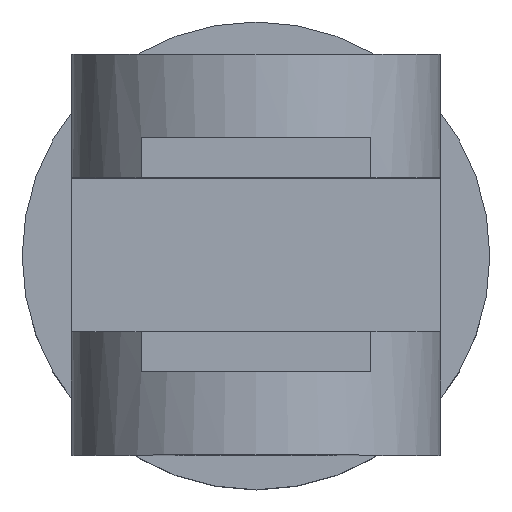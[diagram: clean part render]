
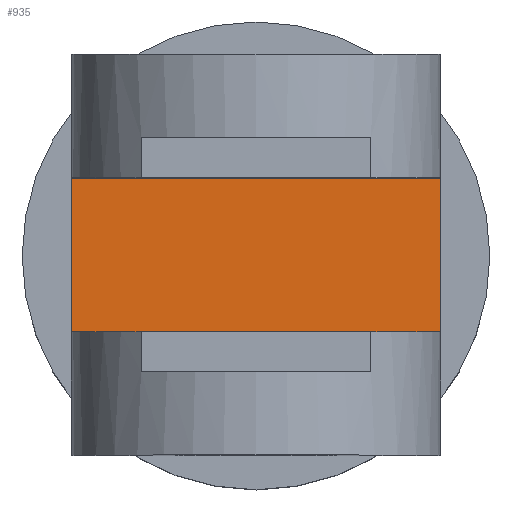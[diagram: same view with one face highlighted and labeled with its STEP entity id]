
A CAD part, top view. The second image highlights one B-rep face of the part: STEP entity #935.
In plain terms, the highlighted planar face has unit normal (0, 0, 1).
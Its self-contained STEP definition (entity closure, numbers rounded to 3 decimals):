
#43=PLANE('',#1049);
#94=FACE_OUTER_BOUND('',#149,.T.);
#149=EDGE_LOOP('',(#767,#768,#769,#770));
#226=LINE('',#1558,#314);
#227=LINE('',#1560,#315);
#228=LINE('',#1562,#316);
#229=LINE('',#1563,#317);
#314=VECTOR('',#1283,1000.);
#315=VECTOR('',#1284,1000.);
#316=VECTOR('',#1285,1000.);
#317=VECTOR('',#1286,1000.);
#454=VERTEX_POINT('',#1556);
#455=VERTEX_POINT('',#1557);
#456=VERTEX_POINT('',#1559);
#457=VERTEX_POINT('',#1561);
#572=EDGE_CURVE('',#454,#455,#226,.T.);
#573=EDGE_CURVE('',#456,#454,#227,.T.);
#574=EDGE_CURVE('',#457,#456,#228,.T.);
#575=EDGE_CURVE('',#457,#455,#229,.T.);
#767=ORIENTED_EDGE('',*,*,#572,.F.);
#768=ORIENTED_EDGE('',*,*,#573,.F.);
#769=ORIENTED_EDGE('',*,*,#574,.F.);
#770=ORIENTED_EDGE('',*,*,#575,.T.);
#935=ADVANCED_FACE('',(#94),#43,.F.);
#1049=AXIS2_PLACEMENT_3D('',#1555,#1281,#1282);
#1281=DIRECTION('center_axis',(0.,0.,-1.));
#1282=DIRECTION('ref_axis',(-1.,0.,0.));
#1283=DIRECTION('',(0.,-1.,0.));
#1284=DIRECTION('',(1.,0.,0.));
#1285=DIRECTION('',(0.,1.,0.));
#1286=DIRECTION('',(1.,0.,0.));
#1555=CARTESIAN_POINT('Origin',(-3.456,-1.441,2.294));
#1556=CARTESIAN_POINT('',(3.456,1.441,2.294));
#1557=CARTESIAN_POINT('',(3.456,-1.441,2.294));
#1558=CARTESIAN_POINT('',(3.456,-0.72,2.294));
#1559=CARTESIAN_POINT('',(-3.456,1.441,2.294));
#1560=CARTESIAN_POINT('',(-3.456,1.441,2.294));
#1561=CARTESIAN_POINT('',(-3.456,-1.441,2.294));
#1562=CARTESIAN_POINT('',(-3.456,-0.72,2.294));
#1563=CARTESIAN_POINT('',(-3.456,-1.441,2.294));
